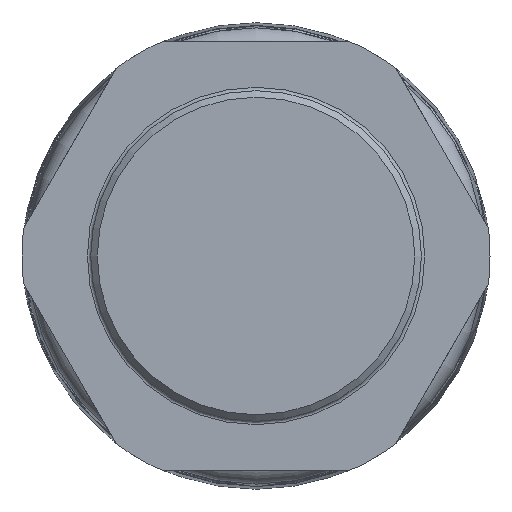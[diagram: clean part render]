
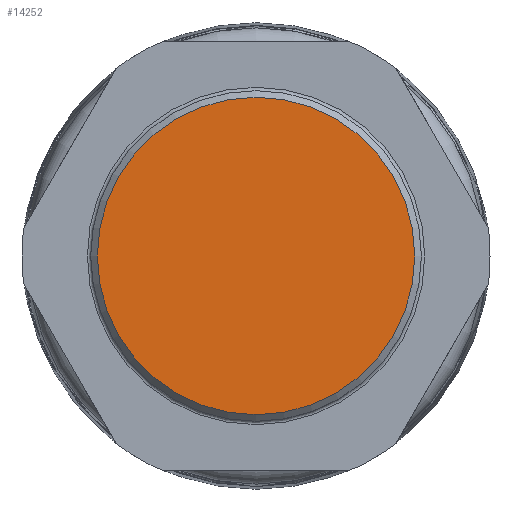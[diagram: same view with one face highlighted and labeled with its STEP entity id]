
A CAD part, left-side view. The second image highlights one B-rep face of the part: STEP entity #14252.
In plain terms, the highlighted planar face has unit normal (-1, 0, 0).
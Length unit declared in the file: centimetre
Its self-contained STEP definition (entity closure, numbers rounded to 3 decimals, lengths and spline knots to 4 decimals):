
#994=CIRCLE('',#15210,2.4);
#1954=FACE_OUTER_BOUND('',#2813,.T.);
#2813=EDGE_LOOP('',(#10579));
#5820=VERTEX_POINT('',#24848);
#7543=EDGE_CURVE('',#5820,#5820,#994,.T.);
#10579=ORIENTED_EDGE('',*,*,#7543,.F.);
#12957=PLANE('',#15209);
#14252=ADVANCED_FACE('',(#1954),#12957,.T.);
#15209=AXIS2_PLACEMENT_3D('',#24847,#17619,#17620);
#15210=AXIS2_PLACEMENT_3D('',#24849,#17621,#17622);
#17619=DIRECTION('center_axis',(-1.,0.,0.));
#17620=DIRECTION('ref_axis',(0.,1.,0.));
#17621=DIRECTION('center_axis',(1.,0.,0.));
#17622=DIRECTION('ref_axis',(0.,-1.,0.));
#24847=CARTESIAN_POINT('Origin',(-8.755,0.,
-2.4));
#24848=CARTESIAN_POINT('',(-8.755,0.,-2.4));
#24849=CARTESIAN_POINT('Origin',(-8.755,0.,
0.));
